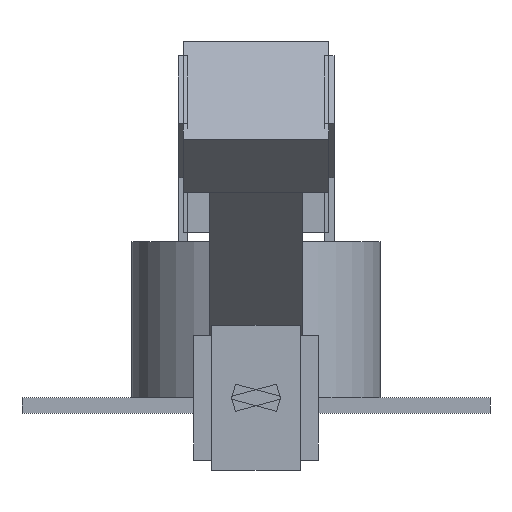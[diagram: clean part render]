
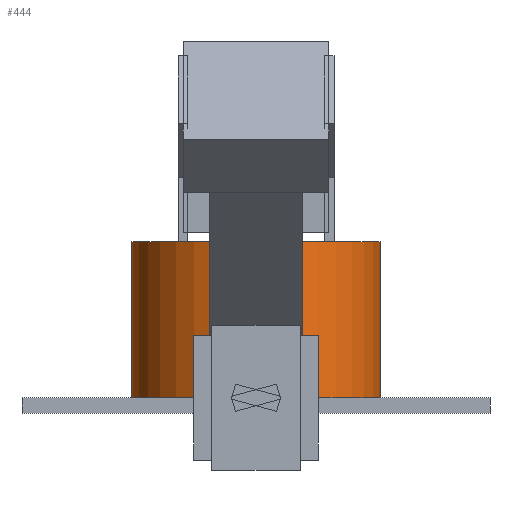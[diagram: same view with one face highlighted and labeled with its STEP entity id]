
A CAD part, front view. The second image highlights one B-rep face of the part: STEP entity #444.
In plain terms, the highlighted cylindrical face has radius 40 mm (diameter 80 mm), a full revolution.
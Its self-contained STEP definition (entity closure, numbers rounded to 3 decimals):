
#444 = ADVANCED_FACE('',(#445),#459,.T.);
#445 = FACE_BOUND('',#446,.F.);
#446 = EDGE_LOOP('',(#447,#477,#504,#505));
#447 = ORIENTED_EDGE('',*,*,#448,.T.);
#448 = EDGE_CURVE('',#449,#451,#453,.T.);
#449 = VERTEX_POINT('',#450);
#450 = CARTESIAN_POINT('',(40.,100.,0.));
#451 = VERTEX_POINT('',#452);
#452 = CARTESIAN_POINT('',(40.,100.,50.));
#453 = SEAM_CURVE('',#454,(#458,#470),.PCURVE_S1.);
#454 = LINE('',#455,#456);
#455 = CARTESIAN_POINT('',(40.,100.,0.));
#456 = VECTOR('',#457,1.);
#457 = DIRECTION('',(0.,0.,1.));
#458 = PCURVE('',#459,#464);
#459 = CYLINDRICAL_SURFACE('',#460,40.);
#460 = AXIS2_PLACEMENT_3D('',#461,#462,#463);
#461 = CARTESIAN_POINT('',(0.,100.,0.));
#462 = DIRECTION('',(-0.,-0.,-1.));
#463 = DIRECTION('',(1.,0.,0.));
#464 = DEFINITIONAL_REPRESENTATION('',(#465),#469);
#465 = LINE('',#466,#467);
#466 = CARTESIAN_POINT('',(-0.,0.));
#467 = VECTOR('',#468,1.);
#468 = DIRECTION('',(-0.,-1.));
#469 = ( GEOMETRIC_REPRESENTATION_CONTEXT(2) 
PARAMETRIC_REPRESENTATION_CONTEXT() REPRESENTATION_CONTEXT('2D SPACE',''
  ) );
#470 = PCURVE('',#459,#471);
#471 = DEFINITIONAL_REPRESENTATION('',(#472),#476);
#472 = LINE('',#473,#474);
#473 = CARTESIAN_POINT('',(-6.283,0.));
#474 = VECTOR('',#475,1.);
#475 = DIRECTION('',(-0.,-1.));
#476 = ( GEOMETRIC_REPRESENTATION_CONTEXT(2) 
PARAMETRIC_REPRESENTATION_CONTEXT() REPRESENTATION_CONTEXT('2D SPACE',''
  ) );
#477 = ORIENTED_EDGE('',*,*,#478,.T.);
#478 = EDGE_CURVE('',#451,#451,#479,.T.);
#479 = SURFACE_CURVE('',#480,(#485,#492),.PCURVE_S1.);
#480 = CIRCLE('',#481,40.);
#481 = AXIS2_PLACEMENT_3D('',#482,#483,#484);
#482 = CARTESIAN_POINT('',(0.,100.,50.));
#483 = DIRECTION('',(0.,0.,1.));
#484 = DIRECTION('',(1.,0.,0.));
#485 = PCURVE('',#459,#486);
#486 = DEFINITIONAL_REPRESENTATION('',(#487),#491);
#487 = LINE('',#488,#489);
#488 = CARTESIAN_POINT('',(-0.,-50.));
#489 = VECTOR('',#490,1.);
#490 = DIRECTION('',(-1.,0.));
#491 = ( GEOMETRIC_REPRESENTATION_CONTEXT(2) 
PARAMETRIC_REPRESENTATION_CONTEXT() REPRESENTATION_CONTEXT('2D SPACE',''
  ) );
#492 = PCURVE('',#493,#498);
#493 = PLANE('',#494);
#494 = AXIS2_PLACEMENT_3D('',#495,#496,#497);
#495 = CARTESIAN_POINT('',(0.,100.,50.));
#496 = DIRECTION('',(0.,0.,1.));
#497 = DIRECTION('',(1.,0.,-0.));
#498 = DEFINITIONAL_REPRESENTATION('',(#499),#503);
#499 = CIRCLE('',#500,40.);
#500 = AXIS2_PLACEMENT_2D('',#501,#502);
#501 = CARTESIAN_POINT('',(0.,0.));
#502 = DIRECTION('',(1.,0.));
#503 = ( GEOMETRIC_REPRESENTATION_CONTEXT(2) 
PARAMETRIC_REPRESENTATION_CONTEXT() REPRESENTATION_CONTEXT('2D SPACE',''
  ) );
#504 = ORIENTED_EDGE('',*,*,#448,.F.);
#505 = ORIENTED_EDGE('',*,*,#506,.F.);
#506 = EDGE_CURVE('',#449,#449,#507,.T.);
#507 = SURFACE_CURVE('',#508,(#513,#520),.PCURVE_S1.);
#508 = CIRCLE('',#509,40.);
#509 = AXIS2_PLACEMENT_3D('',#510,#511,#512);
#510 = CARTESIAN_POINT('',(0.,100.,0.));
#511 = DIRECTION('',(0.,0.,1.));
#512 = DIRECTION('',(1.,0.,0.));
#513 = PCURVE('',#459,#514);
#514 = DEFINITIONAL_REPRESENTATION('',(#515),#519);
#515 = LINE('',#516,#517);
#516 = CARTESIAN_POINT('',(-0.,0.));
#517 = VECTOR('',#518,1.);
#518 = DIRECTION('',(-1.,0.));
#519 = ( GEOMETRIC_REPRESENTATION_CONTEXT(2) 
PARAMETRIC_REPRESENTATION_CONTEXT() REPRESENTATION_CONTEXT('2D SPACE',''
  ) );
#520 = PCURVE('',#521,#526);
#521 = PLANE('',#522);
#522 = AXIS2_PLACEMENT_3D('',#523,#524,#525);
#523 = CARTESIAN_POINT('',(0.,100.,0.));
#524 = DIRECTION('',(0.,0.,1.));
#525 = DIRECTION('',(1.,0.,-0.));
#526 = DEFINITIONAL_REPRESENTATION('',(#527),#531);
#527 = CIRCLE('',#528,40.);
#528 = AXIS2_PLACEMENT_2D('',#529,#530);
#529 = CARTESIAN_POINT('',(0.,0.));
#530 = DIRECTION('',(1.,0.));
#531 = ( GEOMETRIC_REPRESENTATION_CONTEXT(2) 
PARAMETRIC_REPRESENTATION_CONTEXT() REPRESENTATION_CONTEXT('2D SPACE',''
  ) );
